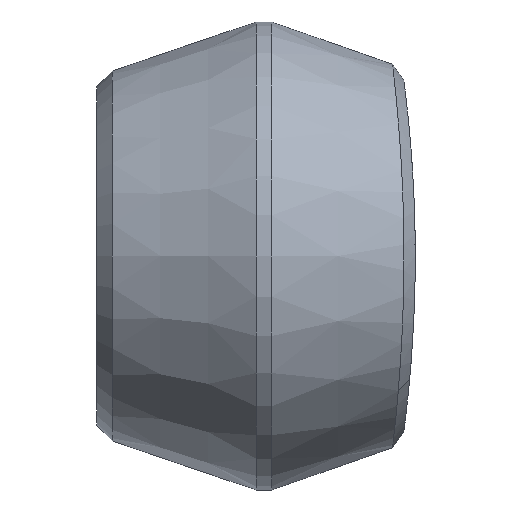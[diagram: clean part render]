
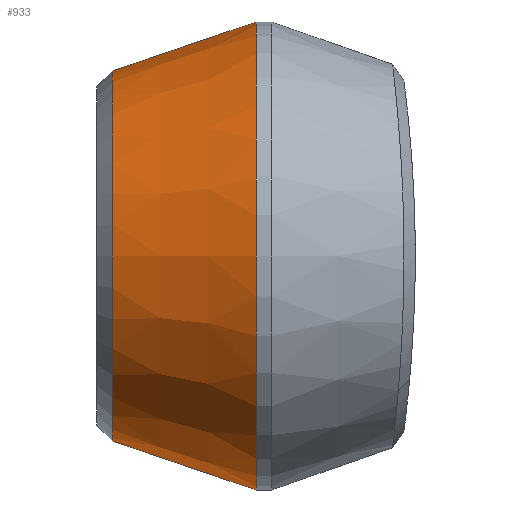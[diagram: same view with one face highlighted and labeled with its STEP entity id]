
A CAD part, left-side view. The second image highlights one B-rep face of the part: STEP entity #933.
In plain terms, the highlighted conical face has half-angle 18.817 degrees and reference radius 20.079 mm.
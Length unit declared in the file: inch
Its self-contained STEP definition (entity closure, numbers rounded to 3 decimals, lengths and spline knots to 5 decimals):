
#31 = EDGE_CURVE ( 'NONE', #613, #741, #213, .T. ) ;
#54 = CARTESIAN_POINT ( 'NONE',  ( 0., 6.00621, -1. ) ) ;
#117 = LINE ( 'NONE', #1063, #599 ) ;
#141 = ORIENTED_EDGE ( 'NONE', *, *, #31, .T. ) ;
#152 = CIRCLE ( 'NONE', #585, 1. ) ;
#196 = EDGE_LOOP ( 'NONE', ( #443, #872, #141, #1004 ) ) ;
#206 = DIRECTION ( 'NONE',  ( 0., -0.947, -0.323 ) ) ;
#207 = FACE_OUTER_BOUND ( 'NONE', #196, .T. ) ;
#212 = VECTOR ( 'NONE', #206, 39.37008 ) ;
#213 = LINE ( 'NONE', #973, #212 ) ;
#231 = CARTESIAN_POINT ( 'NONE',  ( 0., 6.621, 0.7905 ) ) ;
#267 = DIRECTION ( 'NONE',  ( 0., -1., 0. ) ) ;
#275 = DIRECTION ( 'NONE',  ( 0., -1., 0. ) ) ;
#351 = EDGE_CURVE ( 'NONE', #700, #613, #530, .T. ) ;
#374 = DIRECTION ( 'NONE',  ( 0., -1., 0. ) ) ;
#390 = DIRECTION ( 'NONE',  ( 0., 0., -1. ) ) ;
#432 = EDGE_CURVE ( 'NONE', #968, #741, #152, .T. ) ;
#439 = AXIS2_PLACEMENT_3D ( 'NONE', #1107, #275, #1031 ) ;
#443 = ORIENTED_EDGE ( 'NONE', *, *, #638, .F. ) ;
#463 = CARTESIAN_POINT ( 'NONE',  ( 0., 6.621, 0. ) ) ;
#530 = CIRCLE ( 'NONE', #439, 0.7905 ) ;
#547 = CARTESIAN_POINT ( 'NONE',  ( 0., 6.00621, 1. ) ) ;
#585 = AXIS2_PLACEMENT_3D ( 'NONE', #1025, #267, #775 ) ;
#599 = VECTOR ( 'NONE', #1033, 39.37008 ) ;
#613 = VERTEX_POINT ( 'NONE', #791 ) ;
#638 = EDGE_CURVE ( 'NONE', #700, #968, #117, .T. ) ;
#700 = VERTEX_POINT ( 'NONE', #231 ) ;
#741 = VERTEX_POINT ( 'NONE', #54 ) ;
#752 = AXIS2_PLACEMENT_3D ( 'NONE', #463, #374, #390 ) ;
#775 = DIRECTION ( 'NONE',  ( 0., 0., -1. ) ) ;
#791 = CARTESIAN_POINT ( 'NONE',  ( 0., 6.621, -0.7905 ) ) ;
#872 = ORIENTED_EDGE ( 'NONE', *, *, #351, .T. ) ;
#933 = ADVANCED_FACE ( 'NONE', ( #207 ), #1097, .T. ) ;
#968 = VERTEX_POINT ( 'NONE', #547 ) ;
#973 = CARTESIAN_POINT ( 'NONE',  ( 0., 6.621, -0.7905 ) ) ;
#1004 = ORIENTED_EDGE ( 'NONE', *, *, #432, .F. ) ;
#1025 = CARTESIAN_POINT ( 'NONE',  ( 0., 6.00621, 0. ) ) ;
#1031 = DIRECTION ( 'NONE',  ( 0., 0., -1. ) ) ;
#1033 = DIRECTION ( 'NONE',  ( 0., -0.947, 0.323 ) ) ;
#1063 = CARTESIAN_POINT ( 'NONE',  ( 0., 6.621, 0.7905 ) ) ;
#1097 = CONICAL_SURFACE ( 'NONE', #752, 0.7905, 0.328 ) ;
#1107 = CARTESIAN_POINT ( 'NONE',  ( 0., 6.621, 0. ) ) ;
